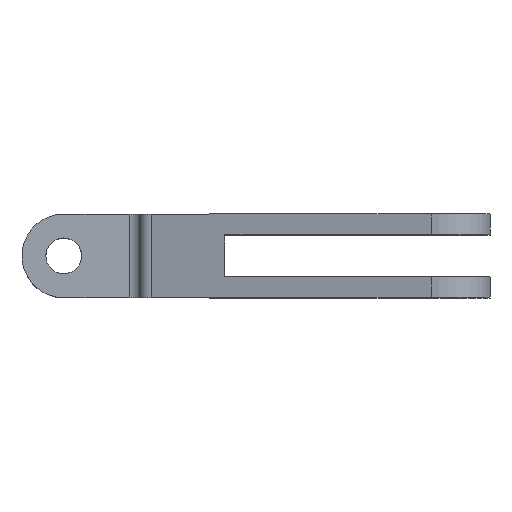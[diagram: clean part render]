
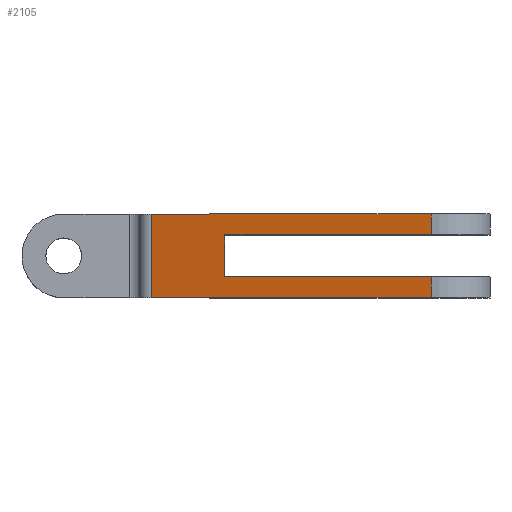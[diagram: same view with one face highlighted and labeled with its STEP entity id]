
A CAD part, top view. The second image highlights one B-rep face of the part: STEP entity #2105.
In plain terms, the highlighted planar face has unit normal (-0.243, 0, 0.97).
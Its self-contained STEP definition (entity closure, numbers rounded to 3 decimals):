
#13 = ORIENTED_EDGE ( 'NONE', *, *, #585, .F. ) ;
#17 = EDGE_CURVE ( 'NONE', #2321, #1976, #1374, .T. ) ;
#67 = CARTESIAN_POINT ( 'NONE',  ( 101.348, -17.5, 73.54 ) ) ;
#141 = EDGE_CURVE ( 'NONE', #1496, #1630, #1075, .T. ) ;
#219 = CARTESIAN_POINT ( 'NONE',  ( 15., 8.765, 51.882 ) ) ;
#233 = CARTESIAN_POINT ( 'NONE',  ( -15.894, 8.765, 44.134 ) ) ;
#253 = FACE_OUTER_BOUND ( 'NONE', #2049, .T. ) ;
#307 = CARTESIAN_POINT ( 'NONE',  ( 101.348, -8.765, 73.54 ) ) ;
#350 = EDGE_CURVE ( 'NONE', #803, #2321, #2458, .T. ) ;
#363 = ORIENTED_EDGE ( 'NONE', *, *, #2028, .T. ) ;
#404 = DIRECTION ( 'NONE',  ( 0., -1., 0. ) ) ;
#505 = DIRECTION ( 'NONE',  ( -0.97, 0., -0.243 ) ) ;
#531 = ORIENTED_EDGE ( 'NONE', *, *, #2181, .F. ) ;
#585 = EDGE_CURVE ( 'NONE', #1496, #2638, #2038, .T. ) ;
#661 = LINE ( 'NONE', #1644, #730 ) ;
#689 = VERTEX_POINT ( 'NONE', #307 ) ;
#701 = DIRECTION ( 'NONE',  ( 0.97, 0., 0.243 ) ) ;
#730 = VECTOR ( 'NONE', #2101, 1000. ) ;
#803 = VERTEX_POINT ( 'NONE', #2462 ) ;
#834 = VECTOR ( 'NONE', #857, 1000. ) ;
#857 = DIRECTION ( 'NONE',  ( 0., -1., 0. ) ) ;
#879 = DIRECTION ( 'NONE',  ( 0., 1., 0. ) ) ;
#1030 = VECTOR ( 'NONE', #2640, 1000. ) ;
#1075 = LINE ( 'NONE', #1468, #1622 ) ;
#1130 = CARTESIAN_POINT ( 'NONE',  ( 15., 17.5, 51.882 ) ) ;
#1213 = EDGE_CURVE ( 'NONE', #689, #803, #661, .T. ) ;
#1217 = VECTOR ( 'NONE', #404, 1000. ) ;
#1290 = LINE ( 'NONE', #2249, #1217 ) ;
#1351 = VECTOR ( 'NONE', #1910, 1000. ) ;
#1373 = EDGE_CURVE ( 'NONE', #2638, #1976, #1530, .T. ) ;
#1374 = LINE ( 'NONE', #233, #1979 ) ;
#1468 = CARTESIAN_POINT ( 'NONE',  ( -15.894, 17.5, 44.134 ) ) ;
#1496 = VERTEX_POINT ( 'NONE', #2519 ) ;
#1530 = LINE ( 'NONE', #2936, #834 ) ;
#1622 = VECTOR ( 'NONE', #2641, 1000. ) ;
#1630 = VERTEX_POINT ( 'NONE', #2942 ) ;
#1644 = CARTESIAN_POINT ( 'NONE',  ( -15.894, -8.765, 44.134 ) ) ;
#1844 = VECTOR ( 'NONE', #879, 1000. ) ;
#1910 = DIRECTION ( 'NONE',  ( 0.97, 0., 0.243 ) ) ;
#1938 = DIRECTION ( 'NONE',  ( 0.243, 0., -0.97 ) ) ;
#1954 = PLANE ( 'NONE',  #2891 ) ;
#1957 = VERTEX_POINT ( 'NONE', #67 ) ;
#1976 = VERTEX_POINT ( 'NONE', #3010 ) ;
#1979 = VECTOR ( 'NONE', #701, 1000. ) ;
#2028 = EDGE_CURVE ( 'NONE', #1630, #1957, #2267, .T. ) ;
#2029 = ORIENTED_EDGE ( 'NONE', *, *, #350, .T. ) ;
#2038 = LINE ( 'NONE', #2602, #1351 ) ;
#2049 = EDGE_LOOP ( 'NONE', ( #531, #2588, #2029, #2360, #2368, #13, #2333, #363 ) ) ;
#2101 = DIRECTION ( 'NONE',  ( -0.97, 0., -0.243 ) ) ;
#2105 = ADVANCED_FACE ( 'NONE', ( #253 ), #1954, .F. ) ;
#2173 = CARTESIAN_POINT ( 'NONE',  ( -15.894, -17.5, 44.134 ) ) ;
#2181 = EDGE_CURVE ( 'NONE', #689, #1957, #1290, .T. ) ;
#2249 = CARTESIAN_POINT ( 'NONE',  ( 101.348, 17.5, 73.54 ) ) ;
#2267 = LINE ( 'NONE', #2173, #1030 ) ;
#2321 = VERTEX_POINT ( 'NONE', #219 ) ;
#2333 = ORIENTED_EDGE ( 'NONE', *, *, #141, .T. ) ;
#2360 = ORIENTED_EDGE ( 'NONE', *, *, #17, .T. ) ;
#2368 = ORIENTED_EDGE ( 'NONE', *, *, #1373, .F. ) ;
#2369 = CARTESIAN_POINT ( 'NONE',  ( -15.894, 17.5, 44.134 ) ) ;
#2434 = CARTESIAN_POINT ( 'NONE',  ( 101.348, 17.5, 73.54 ) ) ;
#2458 = LINE ( 'NONE', #1130, #1844 ) ;
#2462 = CARTESIAN_POINT ( 'NONE',  ( 15., -8.765, 51.882 ) ) ;
#2519 = CARTESIAN_POINT ( 'NONE',  ( -15.894, 17.5, 44.134 ) ) ;
#2588 = ORIENTED_EDGE ( 'NONE', *, *, #1213, .T. ) ;
#2602 = CARTESIAN_POINT ( 'NONE',  ( -15.894, 17.5, 44.134 ) ) ;
#2638 = VERTEX_POINT ( 'NONE', #2434 ) ;
#2640 = DIRECTION ( 'NONE',  ( 0.97, 0., 0.243 ) ) ;
#2641 = DIRECTION ( 'NONE',  ( 0., -1., 0. ) ) ;
#2891 = AXIS2_PLACEMENT_3D ( 'NONE', #2369, #1938, #505 ) ;
#2936 = CARTESIAN_POINT ( 'NONE',  ( 101.348, 17.5, 73.54 ) ) ;
#2942 = CARTESIAN_POINT ( 'NONE',  ( -15.894, -17.5, 44.134 ) ) ;
#3010 = CARTESIAN_POINT ( 'NONE',  ( 101.348, 8.765, 73.54 ) ) ;
